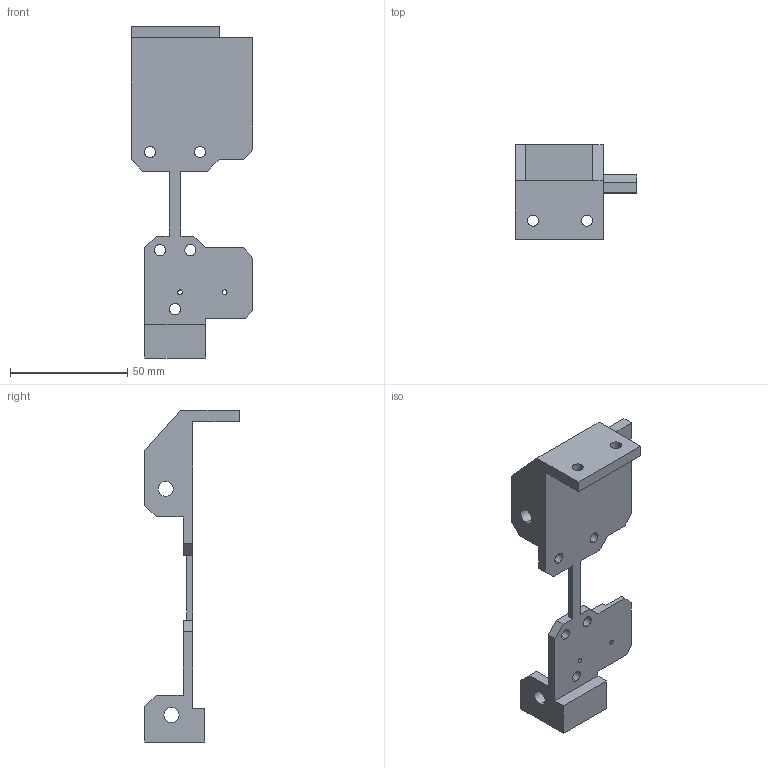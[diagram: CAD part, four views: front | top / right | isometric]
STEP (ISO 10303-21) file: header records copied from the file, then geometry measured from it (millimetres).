
FILE_DESCRIPTION (( 'STEP AP203' ), '1' );
FILE_NAME ('Apollo BVM - Servo Motor Mount Assembly - Base plate.STEP', '2020-04-07T22:12:46', ( '' ), ( '' ), 'SwSTEP 2.0', 'SolidWorks 2019', '' );
FILE_SCHEMA (( 'CONFIG_CONTROL_DESIGN' ));
Length unit declared in the file: millimetre
Products named in the file (1): Apollo BVM - Servo Motor Mount Assembly - Base plate
Bounding box: 52 x 40.5 x 141.65 mm (x, y, z)
Volume: 33460.1 mm3; surface area: 20136.6 mm2
Topology: 1 solids, 1 shells, 109 faces, 306 edges, 200 vertices
Faces by surface type: plane 83, cylinder 26
Entity records: 3605 total; most frequent: CARTESIAN_POINT 616, ORIENTED_EDGE 612, DIRECTION 578, EDGE_CURVE 306, VECTOR 254, LINE 254, VERTEX_POINT 200, AXIS2_PLACEMENT_3D 162
